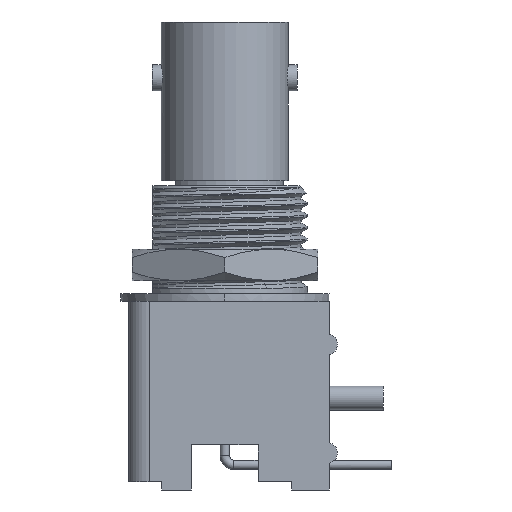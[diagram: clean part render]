
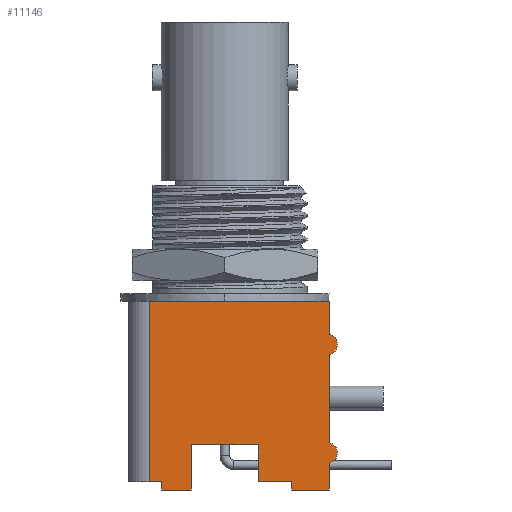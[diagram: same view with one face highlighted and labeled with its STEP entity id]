
A CAD part, left-side view. The second image highlights one B-rep face of the part: STEP entity #11146.
In plain terms, the highlighted planar face has unit normal (-1, 0, 0).
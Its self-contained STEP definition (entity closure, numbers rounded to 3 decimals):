
#2691=DIRECTION('',(0.,1.,0.));
#2692=VECTOR('',#2691,2.815);
#2693=CARTESIAN_POINT('',(-7.379,2.926,-21.209));
#2694=LINE('',#2693,#2692);
#2713=DIRECTION('',(0.,1.,0.));
#2714=VECTOR('',#2713,4.999);
#2715=CARTESIAN_POINT('',(-7.379,-7.925,-21.209));
#2716=LINE('',#2715,#2714);
#2832=DIRECTION('',(0.,0.,-1.));
#2833=VECTOR('',#2832,13.716);
#2834=CARTESIAN_POINT('',(-7.379,5.74,-21.209));
#2835=LINE('',#2834,#2833);
#2836=DIRECTION('',(0.,-1.,0.));
#2837=VECTOR('',#2836,5.851);
#2838=CARTESIAN_POINT('',(-7.379,2.926,-21.209));
#2839=LINE('',#2838,#2837);
#2840=DIRECTION('',(0.,0.,-1.));
#2841=VECTOR('',#2840,2.519);
#2842=CARTESIAN_POINT('',(-7.379,-7.925,-21.209));
#2843=LINE('',#2842,#2841);
#2844=CARTESIAN_POINT('',(-7.379,-7.772,-24.5));
#2845=DIRECTION('',(-1.,0.,0.));
#2846=DIRECTION('',(0.,-0.194,-0.981));
#2847=AXIS2_PLACEMENT_3D('',#2844,#2845,#2846);
#2849=DIRECTION('',(0.,0.,-1.));
#2850=VECTOR('',#2849,6.695);
#2851=CARTESIAN_POINT('',(-7.379,-7.925,-25.273));
#2852=LINE('',#2851,#2850);
#2853=CARTESIAN_POINT('',(-7.379,-7.772,-32.741));
#2854=DIRECTION('',(-1.,0.,0.));
#2855=DIRECTION('',(0.,-0.194,-0.981));
#2856=AXIS2_PLACEMENT_3D('',#2853,#2854,#2855);
#2858=DIRECTION('',(0.,0.,1.));
#2859=VECTOR('',#2858,2.794);
#2860=CARTESIAN_POINT('',(-7.379,-2.54,-34.925));
#2861=LINE('',#2860,#2859);
#2862=DIRECTION('',(0.,1.,0.));
#2863=VECTOR('',#2862,5.08);
#2864=CARTESIAN_POINT('',(-7.379,-2.54,-32.131));
#2865=LINE('',#2864,#2863);
#2866=DIRECTION('',(0.,0.,-1.));
#2867=VECTOR('',#2866,3.429);
#2868=CARTESIAN_POINT('',(-7.379,2.54,-32.131));
#2869=LINE('',#2868,#2867);
#2941=DIRECTION('',(0.,0.,1.));
#2942=VECTOR('',#2941,2.047);
#2943=CARTESIAN_POINT('',(-7.379,-7.925,-35.56));
#2944=LINE('',#2943,#2942);
#3106=DIRECTION('',(0.,1.,0.));
#3107=VECTOR('',#3106,0.965);
#3108=CARTESIAN_POINT('',(-7.379,4.775,-34.925));
#3109=LINE('',#3108,#3107);
#3190=DIRECTION('',(0.,1.,0.));
#3191=VECTOR('',#3190,2.54);
#3192=CARTESIAN_POINT('',(-7.379,-5.08,-34.925));
#3193=LINE('',#3192,#3191);
#3269=DIRECTION('',(0.,0.,-1.));
#3270=VECTOR('',#3269,0.635);
#3271=CARTESIAN_POINT('',(-7.379,4.775,-34.925));
#3272=LINE('',#3271,#3270);
#3277=DIRECTION('',(0.,1.,0.));
#3278=VECTOR('',#3277,2.235);
#3279=CARTESIAN_POINT('',(-7.379,2.54,-35.56));
#3280=LINE('',#3279,#3278);
#3336=DIRECTION('',(0.,1.,0.));
#3337=VECTOR('',#3336,2.845);
#3338=CARTESIAN_POINT('',(-7.379,-7.925,-35.56));
#3339=LINE('',#3338,#3337);
#3814=DIRECTION('',(0.,0.,-1.));
#3815=VECTOR('',#3814,0.635);
#3816=CARTESIAN_POINT('',(-7.379,-5.08,-34.925));
#3817=LINE('',#3816,#3815);
#3976=CARTESIAN_POINT('',(-7.379,5.74,-21.209));
#3978=VERTEX_POINT('',#3976);
#3984=CARTESIAN_POINT('',(-7.379,5.74,-34.925));
#3986=VERTEX_POINT('',#3984);
#4022=CARTESIAN_POINT('',(-7.379,-2.54,-32.131));
#4023=CARTESIAN_POINT('',(-7.379,2.54,-32.131));
#4024=VERTEX_POINT('',#4022);
#4025=VERTEX_POINT('',#4023);
#4032=CARTESIAN_POINT('',(-7.379,4.775,-35.56));
#4034=VERTEX_POINT('',#4032);
#4040=CARTESIAN_POINT('',(-7.379,2.54,-35.56));
#4041=VERTEX_POINT('',#4040);
#4062=CARTESIAN_POINT('',(-7.379,-7.925,-35.56));
#4063=CARTESIAN_POINT('',(-7.379,-5.08,-35.56));
#4064=VERTEX_POINT('',#4062);
#4065=VERTEX_POINT('',#4063);
#4072=CARTESIAN_POINT('',(-7.379,4.775,-34.925));
#4074=VERTEX_POINT('',#4072);
#4096=CARTESIAN_POINT('',(-7.379,-5.08,-34.925));
#4098=VERTEX_POINT('',#4096);
#4104=CARTESIAN_POINT('',(-7.379,-2.54,-34.925));
#4105=VERTEX_POINT('',#4104);
#4116=CARTESIAN_POINT('',(-7.379,-7.925,-33.513));
#4117=VERTEX_POINT('',#4116);
#4118=CARTESIAN_POINT('',(-7.379,-7.925,-31.968));
#4119=VERTEX_POINT('',#4118);
#4120=CARTESIAN_POINT('',(-7.379,-7.925,-25.273));
#4121=VERTEX_POINT('',#4120);
#4122=CARTESIAN_POINT('',(-7.379,-7.925,-23.728));
#4123=VERTEX_POINT('',#4122);
#4168=CARTESIAN_POINT('',(-7.379,-7.925,-21.209));
#4169=VERTEX_POINT('',#4168);
#4215=CARTESIAN_POINT('',(-7.379,2.926,-21.209));
#4217=VERTEX_POINT('',#4215);
#4218=CARTESIAN_POINT('',(-7.379,-2.926,-21.209));
#4220=VERTEX_POINT('',#4218);
#11107=CARTESIAN_POINT('',(-7.379,-7.925,-21.209));
#11108=DIRECTION('',(-1.,0.,0.));
#11109=DIRECTION('',(0.,1.,0.));
#11110=AXIS2_PLACEMENT_3D('',#11107,#11108,#11109);
#11111=PLANE('',#11110);
#11112=ORIENTED_EDGE('',*,*,#10995,.T.);
#11113=ORIENTED_EDGE('',*,*,#10908,.F.);
#11115=ORIENTED_EDGE('',*,*,#11114,.T.);
#11117=ORIENTED_EDGE('',*,*,#11116,.F.);
#11119=ORIENTED_EDGE('',*,*,#11118,.T.);
#11121=ORIENTED_EDGE('',*,*,#11120,.F.);
#11123=ORIENTED_EDGE('',*,*,#11122,.F.);
#11125=ORIENTED_EDGE('',*,*,#11124,.T.);
#11127=ORIENTED_EDGE('',*,*,#11126,.F.);
#11129=ORIENTED_EDGE('',*,*,#11128,.T.);
#11131=ORIENTED_EDGE('',*,*,#11130,.T.);
#11133=ORIENTED_EDGE('',*,*,#11132,.T.);
#11135=ORIENTED_EDGE('',*,*,#11134,.T.);
#11137=ORIENTED_EDGE('',*,*,#11136,.T.);
#11139=ORIENTED_EDGE('',*,*,#11138,.F.);
#11141=ORIENTED_EDGE('',*,*,#11140,.T.);
#11142=ORIENTED_EDGE('',*,*,#11099,.F.);
#11143=ORIENTED_EDGE('',*,*,#10890,.F.);
#11144=EDGE_LOOP('',(#11112,#11113,#11115,#11117,#11119,#11121,#11123,#11125,
#11127,#11129,#11131,#11133,#11135,#11137,#11139,#11141,#11142,#11143));
#11145=FACE_OUTER_BOUND('',#11144,.F.);
#2848=CIRCLE('',#2847,0.787);
#2857=CIRCLE('',#2856,0.787);
#10890=EDGE_CURVE('',#4217,#3978,#2694,.T.);
#10908=EDGE_CURVE('',#4169,#4220,#2716,.T.);
#10995=EDGE_CURVE('',#4217,#4220,#2839,.T.);
#11099=EDGE_CURVE('',#3978,#3986,#2835,.T.);
#11114=EDGE_CURVE('',#4169,#4123,#2843,.T.);
#11116=EDGE_CURVE('',#4121,#4123,#2848,.T.);
#11118=EDGE_CURVE('',#4121,#4119,#2852,.T.);
#11120=EDGE_CURVE('',#4117,#4119,#2857,.T.);
#11122=EDGE_CURVE('',#4064,#4117,#2944,.T.);
#11124=EDGE_CURVE('',#4064,#4065,#3339,.T.);
#11126=EDGE_CURVE('',#4098,#4065,#3817,.T.);
#11128=EDGE_CURVE('',#4098,#4105,#3193,.T.);
#11130=EDGE_CURVE('',#4105,#4024,#2861,.T.);
#11132=EDGE_CURVE('',#4024,#4025,#2865,.T.);
#11134=EDGE_CURVE('',#4025,#4041,#2869,.T.);
#11136=EDGE_CURVE('',#4041,#4034,#3280,.T.);
#11138=EDGE_CURVE('',#4074,#4034,#3272,.T.);
#11140=EDGE_CURVE('',#4074,#3986,#3109,.T.);
#11146=ADVANCED_FACE('',(#11145),#11111,.T.);
